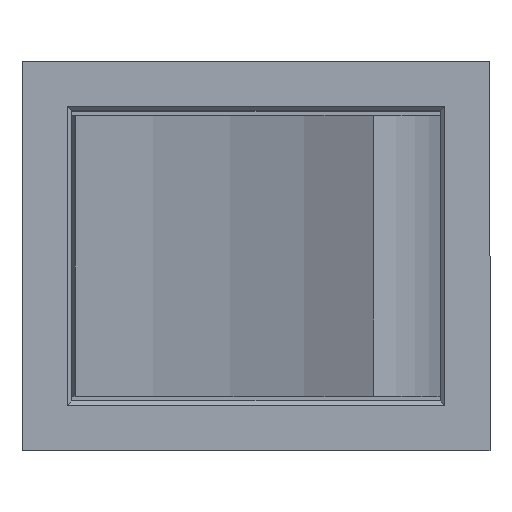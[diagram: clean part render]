
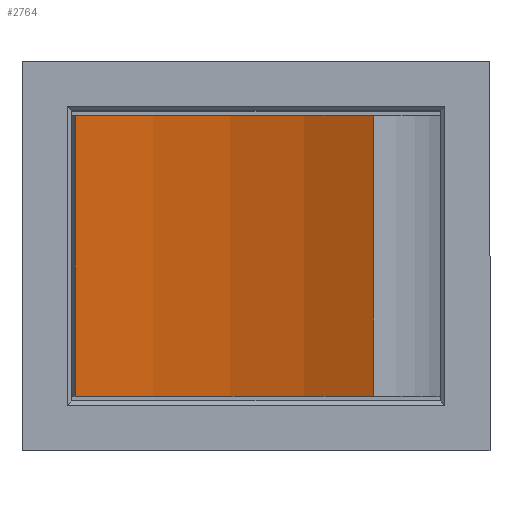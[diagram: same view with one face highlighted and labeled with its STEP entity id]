
A CAD part, top view. The second image highlights one B-rep face of the part: STEP entity #2764.
In plain terms, the highlighted cylindrical face has radius 40 mm (diameter 80 mm), a partial arc.
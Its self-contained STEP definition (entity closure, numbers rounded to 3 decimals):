
#170 = VERTEX_POINT ( 'NONE', #1783 ) ;
#362 = VERTEX_POINT ( 'NONE', #2574 ) ;
#487 = FACE_OUTER_BOUND ( 'NONE', #945, .T. ) ;
#540 = ORIENTED_EDGE ( 'NONE', *, *, #550, .F. ) ;
#550 = EDGE_CURVE ( 'NONE', #170, #2160, #4502, .T. ) ;
#674 = CARTESIAN_POINT ( 'NONE',  ( -11.792, 0., 18.018 ) ) ;
#748 = CARTESIAN_POINT ( 'NONE',  ( -13., -9.15, 58. ) ) ;
#945 = EDGE_LOOP ( 'NONE', ( #1385, #3854, #3194, #540 ) ) ;
#1003 = DIRECTION ( 'NONE',  ( 0., 1., 0. ) ) ;
#1049 = DIRECTION ( 'NONE',  ( 0., -1., 0. ) ) ;
#1158 = CARTESIAN_POINT ( 'NONE',  ( 7.66, 9.15, 23.748 ) ) ;
#1385 = ORIENTED_EDGE ( 'NONE', *, *, #4029, .T. ) ;
#1403 = DIRECTION ( 'NONE',  ( 0., -1., 0. ) ) ;
#1450 = CARTESIAN_POINT ( 'NONE',  ( -13., 9.15, 58. ) ) ;
#1783 = CARTESIAN_POINT ( 'NONE',  ( -11.792, -9.15, 18.018 ) ) ;
#1949 = LINE ( 'NONE', #4382, #2934 ) ;
#1990 = CARTESIAN_POINT ( 'NONE',  ( -13., 12.7, 58. ) ) ;
#2108 = CYLINDRICAL_SURFACE ( 'NONE', #3662, 40. ) ;
#2160 = VERTEX_POINT ( 'NONE', #3825 ) ;
#2323 = CIRCLE ( 'NONE', #3878, 40. ) ;
#2363 = DIRECTION ( 'NONE',  ( 0., -1., 0. ) ) ;
#2574 = CARTESIAN_POINT ( 'NONE',  ( 7.66, -9.15, 23.748 ) ) ;
#2764 = ADVANCED_FACE ( 'NONE', ( #487 ), #2108, .F. ) ;
#2815 = DIRECTION ( 'NONE',  ( 0., 0., -1. ) ) ;
#2934 = VECTOR ( 'NONE', #4073, 1000. ) ;
#2987 = AXIS2_PLACEMENT_3D ( 'NONE', #1450, #1049, #3906 ) ;
#3194 = ORIENTED_EDGE ( 'NONE', *, *, #4016, .F. ) ;
#3662 = AXIS2_PLACEMENT_3D ( 'NONE', #1990, #2363, #4487 ) ;
#3707 = EDGE_CURVE ( 'NONE', #4140, #362, #1949, .T. ) ;
#3825 = CARTESIAN_POINT ( 'NONE',  ( -11.792, 9.15, 18.018 ) ) ;
#3854 = ORIENTED_EDGE ( 'NONE', *, *, #3707, .F. ) ;
#3870 = CIRCLE ( 'NONE', #2987, 40. ) ;
#3878 = AXIS2_PLACEMENT_3D ( 'NONE', #748, #1403, #2815 ) ;
#3906 = DIRECTION ( 'NONE',  ( 0., 0., -1. ) ) ;
#4016 = EDGE_CURVE ( 'NONE', #2160, #4140, #3870, .T. ) ;
#4029 = EDGE_CURVE ( 'NONE', #170, #362, #2323, .T. ) ;
#4073 = DIRECTION ( 'NONE',  ( 0., -1., 0. ) ) ;
#4140 = VERTEX_POINT ( 'NONE', #1158 ) ;
#4179 = VECTOR ( 'NONE', #1003, 1000. ) ;
#4382 = CARTESIAN_POINT ( 'NONE',  ( 7.66, 0., 23.748 ) ) ;
#4487 = DIRECTION ( 'NONE',  ( 0., 0., -1. ) ) ;
#4502 = LINE ( 'NONE', #674, #4179 ) ;
